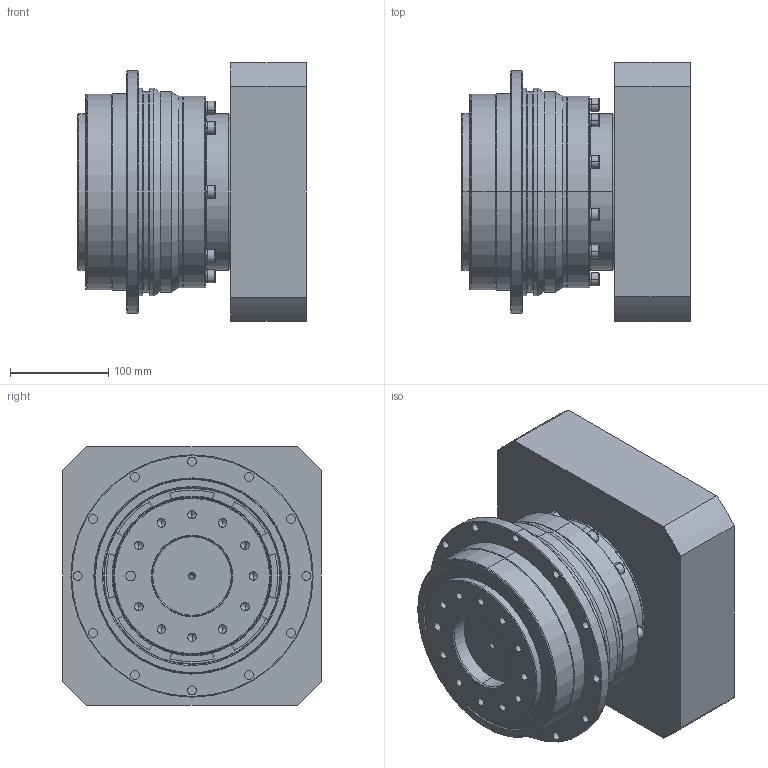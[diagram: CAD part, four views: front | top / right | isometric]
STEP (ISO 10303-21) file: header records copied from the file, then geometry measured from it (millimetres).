
FILE_DESCRIPTION (( 'STEP AP203' ), '1' );
FILE_NAME ('FAD200D-L1-55-250-300-M18-117.5.STEP', '2023-09-28T08:39:08', ( 'User' ), ( 'China' ), 'SwSTEP 2.0', 'SolidWorks 2020', '' );
FILE_SCHEMA (( 'CONFIG_CONTROL_DESIGN' ));
Length unit declared in the file: millimetre
Products named in the file (10): FAD200D-L1-55-250-300-M18-117.5; 囀鞠褒踡隅蹟隊M20X16; M10-20樓粟菜; 输出内齿圈壳体FAD200; 怀堤俴陎殤FAD200D; 蚐猾160X180X3; 输入法兰FAB180D-250X79XM18(300); FAB180D-55; 输入端壳体FAD200D; M8-16樓粟菜
Assembly tree (24 placements, depth 2):
  FAD200D-L1-55-250-300-M18-117.5
    输出内齿圈壳体FAD200
    输入端壳体FAD200D
    M8-16樓粟菜  x10
    M10-20樓粟菜  x7
    怀堤俴陎殤FAD200D
    蚐猾160X180X3
    囀鞠褒踡隅蹟隊M20X16
    输入法兰FAB180D-250X79XM18(300)
    FAB180D-55
Bounding box: 233 x 264 x 264 mm (x, y, z)
Volume: 7985093.2 mm3; surface area: 769527.3 mm2
Topology: 7 solids, 42 shells, 923 faces, 2202 edges, 1377 vertices
Faces by surface type: cylinder 395, plane 300, cone 166, bspline 62
Entity records: 19282 total; most frequent: CARTESIAN_POINT 5993, DIRECTION 2702, ORIENTED_EDGE 2268, EDGE_CURVE 1142, AXIS2_PLACEMENT_3D 1117, VERTEX_POINT 732, EDGE_LOOP 642, CIRCLE 618
